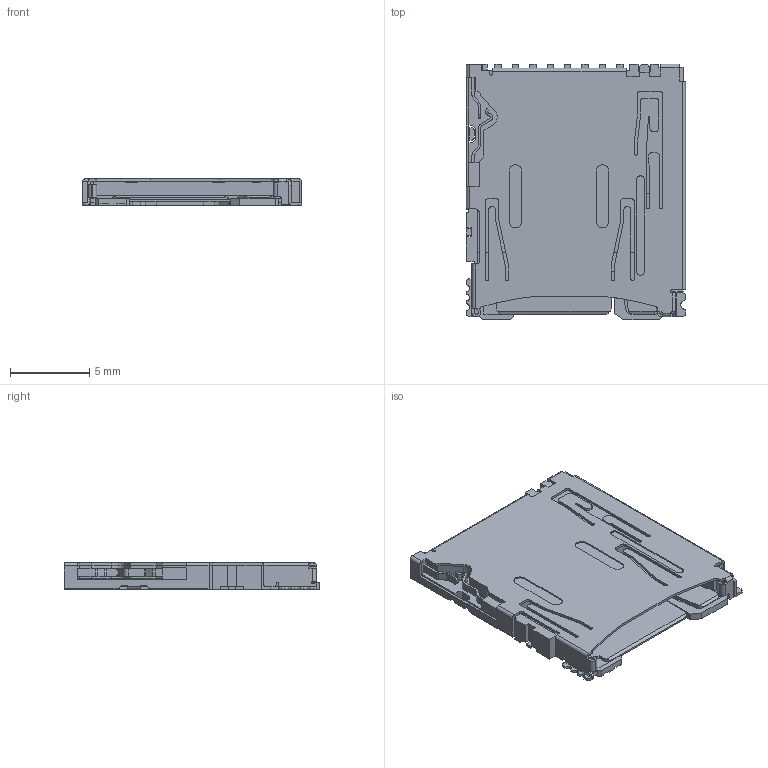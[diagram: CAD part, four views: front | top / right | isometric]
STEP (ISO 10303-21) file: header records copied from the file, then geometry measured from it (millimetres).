
FILE_DESCRIPTION (( 'STEP AP214' ), '1' );
FILE_NAME ('Hirose DM3AT-SF-PEJM5.STEP', '2016-01-11T01:45:20', ( '' ), ( '' ), 'SwSTEP 2.0', 'SolidWorks 2015', '' );
FILE_SCHEMA (( 'AUTOMOTIVE_DESIGN' ));
Length unit declared in the file: millimetre
Products named in the file (1): Hirose DM3AT-SF-PEJM5
Bounding box: 13.85 x 16.15 x 1.68 mm (x, y, z)
Volume: 232.2 mm3; surface area: 827.5 mm2
Topology: 1 solids, 1 shells, 688 faces, 1942 edges, 1277 vertices
Faces by surface type: plane 486, cylinder 202
Entity records: 25894 total; most frequent: CARTESIAN_POINT 4004, ORIENTED_EDGE 3884, DIRECTION 3698, EDGE_CURVE 1942, VECTOR 1508, LINE 1508, VERTEX_POINT 1277, AXIS2_PLACEMENT_3D 1095
